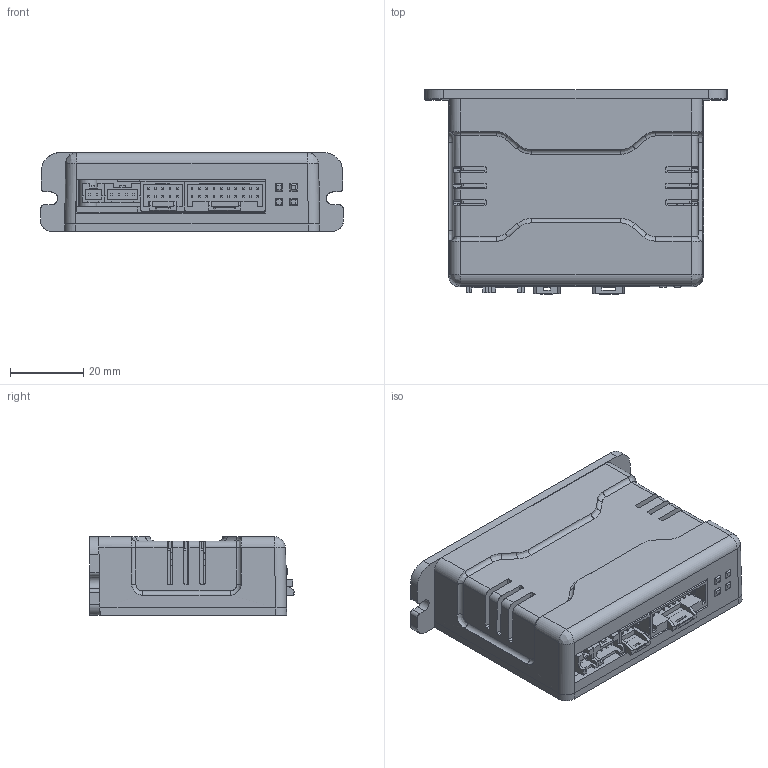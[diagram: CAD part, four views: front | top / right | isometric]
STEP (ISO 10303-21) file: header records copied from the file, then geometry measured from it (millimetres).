
FILE_DESCRIPTION (( 'STEP AP203' ), '1' );
FILE_NAME ('EzI-STEP MINI.STEP', '2014-01-23T05:40:38', ( '' ), ( '' ), 'SwSTEP 2.0', 'SolidWorks 2012', '' );
FILE_SCHEMA (( 'CONFIG_CONTROL_DESIGN' ));
Length unit declared in the file: millimetre
Products named in the file (56): EzI-STEP MINI; EZI-SERVO_MINI.1__CASE_LOWER; 55; 54; 53; 52; 51; 50; 49; 48; 47; 46; 45; 43; 42; 41; 40; 39; 38; 37; 36; 35; 34; 33; 32; 31; 30; 29; 28; 27; 26; 25; 24; 23; 22; 21; 20; 19; 18; 17 ...
Assembly tree (55 placements, depth 2):
  EzI-STEP MINI
    1
    2
    3
    4
    5
    6
    7
    8
    9
    10
    11
    12
    13
    14
    15
    16
    17
    18
    19
    20
    21
    22
    23
    24
    25
    26
    27
    28
    29
    30
    31
    32
    33
    34
    35
    36
    37
    38
    39
    40
    41
    42
    43
    45
    46
    47
    48
    49
    50
    51
    52
    53
    54
    55
    EZI-SERVO_MINI.1__CASE_LOWER
Bounding box: 82.84 x 56.07 x 21.5 mm (x, y, z)
Volume: 36684.2 mm3; surface area: 41324.8 mm2
Topology: 54 solids, 57 shells, 2499 faces, 6124 edges, 3779 vertices
Faces by surface type: plane 1803, cylinder 480, bspline 192, cone 22, torus 2
Entity records: 82846 total; most frequent: CARTESIAN_POINT 20120, ORIENTED_EDGE 12050, DIRECTION 10821, EDGE_CURVE 6041, VECTOR 4873, LINE 4873, VERTEX_POINT 3779, AXIS2_PLACEMENT_3D 2974
